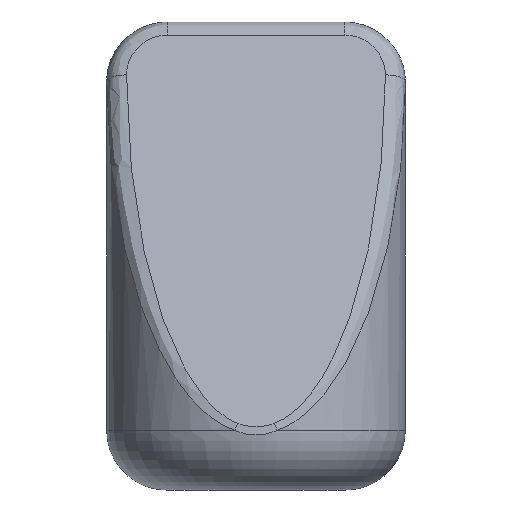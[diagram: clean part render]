
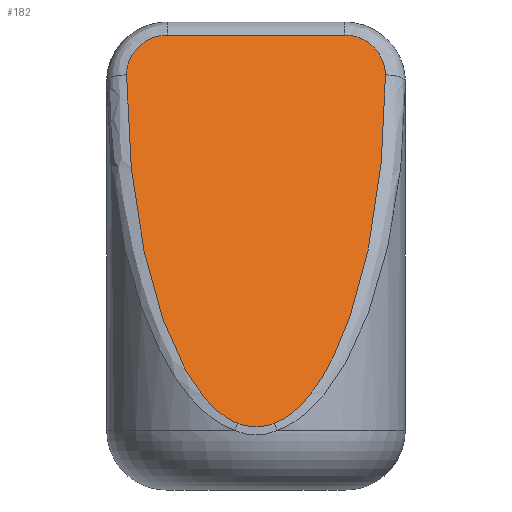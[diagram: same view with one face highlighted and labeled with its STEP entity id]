
A CAD part, front view. The second image highlights one B-rep face of the part: STEP entity #182.
In plain terms, the highlighted planar face has unit normal (0, -0.939, 0.344).
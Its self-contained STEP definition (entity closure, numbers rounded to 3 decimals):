
#12 = VERTEX_POINT ( 'NONE', #631 ) ;
#14 = VERTEX_POINT ( 'NONE', #204 ) ;
#17 = ORIENTED_EDGE ( 'NONE', *, *, #240, .T. ) ;
#23 = CARTESIAN_POINT ( 'NONE',  ( 5.815, -0.426, 22.336 ) ) ;
#33 = CARTESIAN_POINT ( 'NONE',  ( -6.487, -0.878, 21.101 ) ) ;
#62 = EDGE_CURVE ( 'NONE', #14, #184, #641, .T. ) ;
#77 = CARTESIAN_POINT ( 'NONE',  ( -5.49, -0.341, 22.568 ) ) ;
#80 = CARTESIAN_POINT ( 'NONE',  ( -6.236, -0.611, 21.83 ) ) ;
#83 = CARTESIAN_POINT ( 'NONE',  ( 6.398, -0.739, 21.479 ) ) ;
#90 = CARTESIAN_POINT ( 'NONE',  ( 4.584, -0.24, 22.844 ) ) ;
#101 = CARTESIAN_POINT ( 'NONE',  ( 0.617, -7.409, 3.248 ) ) ;
#105 = CARTESIAN_POINT ( 'NONE',  ( 10., -0.24, 22.844 ) ) ;
#122 = ORIENTED_EDGE ( 'NONE', *, *, #344, .T. ) ;
#131 = CARTESIAN_POINT ( 'NONE',  ( -5.713, -0.395, 22.419 ) ) ;
#136 = CARTESIAN_POINT ( 'NONE',  ( 6.5, -0.972, 20.844 ) ) ;
#137 = CARTESIAN_POINT ( 'NONE',  ( -0.916, -7.374, 3.344 ) ) ;
#139 = CARTESIAN_POINT ( 'NONE',  ( 5.71, -0.395, 22.421 ) ) ;
#142 = CARTESIAN_POINT ( 'NONE',  ( -6.399, -0.74, 21.477 ) ) ;
#143 = CARTESIAN_POINT ( 'NONE',  ( 5.487, -0.34, 22.57 ) ) ;
#145 = CARTESIAN_POINT ( 'NONE',  ( -6.483, -4.351, 11.606 ) ) ;
#160 = CARTESIAN_POINT ( 'NONE',  ( 0.156, -7.433, 3.184 ) ) ;
#166 = VECTOR ( 'NONE', #271, 1000. ) ;
#182 = ADVANCED_FACE ( 'NONE', ( #328 ), #604, .T. ) ;
#184 = VERTEX_POINT ( 'NONE', #209 ) ;
#192 = CARTESIAN_POINT ( 'NONE',  ( -6.09, -0.532, 22.046 ) ) ;
#198 = CARTESIAN_POINT ( 'NONE',  ( 0.916, -7.374, 3.344 ) ) ;
#204 = CARTESIAN_POINT ( 'NONE',  ( -6.5, -0.972, 20.844 ) ) ;
#209 = CARTESIAN_POINT ( 'NONE',  ( -0.916, -7.374, 3.344 ) ) ;
#211 = EDGE_CURVE ( 'NONE', #184, #12, #620, .T. ) ;
#216 = CARTESIAN_POINT ( 'NONE',  ( 0.311, -7.428, 3.196 ) ) ;
#239 = CARTESIAN_POINT ( 'NONE',  ( 6.097, -0.528, 22.058 ) ) ;
#240 = EDGE_CURVE ( 'NONE', #395, #556, #647, .T. ) ;
#252 = CARTESIAN_POINT ( 'NONE',  ( -6.5, -0.924, 20.973 ) ) ;
#271 = DIRECTION ( 'NONE',  ( -1., 0., 0. ) ) ;
#292 = CARTESIAN_POINT ( 'NONE',  ( 6.487, -0.878, 21.101 ) ) ;
#299 = CARTESIAN_POINT ( 'NONE',  ( 5.118, -0.279, 22.736 ) ) ;
#301 = CARTESIAN_POINT ( 'NONE',  ( 4.262, -6.898, 4.645 ) ) ;
#305 = CARTESIAN_POINT ( 'NONE',  ( -5.369, -0.318, 22.632 ) ) ;
#321 = CARTESIAN_POINT ( 'NONE',  ( 10., 0., 23.5 ) ) ;
#326 = CARTESIAN_POINT ( 'NONE',  ( 0.916, -7.374, 3.344 ) ) ;
#328 = FACE_OUTER_BOUND ( 'NONE', #402, .T. ) ;
#340 = B_SPLINE_CURVE_WITH_KNOTS ( 'NONE', 3,
 ( #686, #626, #568, #305, #77, #131, #350, #565, #192, #80, #516, #142, #577, #33, #252, #510 ),
 .UNSPECIFIED., .F., .F.,
 ( 4, 2, 2, 2, 2, 2, 2, 4 ),
 ( 0., 0.001, 0.001, 0.002, 0.002, 0.002, 0.003, 0.003 ),
 .UNSPECIFIED. ) ;
#343 = B_SPLINE_CURVE_WITH_KNOTS ( 'NONE', 3,
 ( #136, #569, #292, #683, #83, #637, #239, #23, #139, #143, #517, #299, #360, #456, #90, #578 ),
 .UNSPECIFIED., .F., .F.,
 ( 4, 2, 2, 2, 2, 2, 2, 4 ),
 ( 0., 0., 0.001, 0.002, 0.002, 0.002, 0.003, 0.003 ),
 .UNSPECIFIED. ) ;
#344 = EDGE_CURVE ( 'NONE', #670, #395, #343, .T. ) ;
#348 = ORIENTED_EDGE ( 'NONE', *, *, #648, .T. ) ;
#350 = CARTESIAN_POINT ( 'NONE',  ( -5.816, -0.426, 22.335 ) ) ;
#360 = CARTESIAN_POINT ( 'NONE',  ( 4.985, -0.265, 22.776 ) ) ;
#364 =( BOUNDED_CURVE ( )  B_SPLINE_CURVE ( 3, ( #198, #301, #408, #629 ),
 .UNSPECIFIED., .F., .T. ) 
 B_SPLINE_CURVE_WITH_KNOTS ( ( 4, 4 ),
 ( 0.141, 1.566 ),
 .UNSPECIFIED. ) 
 CURVE ( )  GEOMETRIC_REPRESENTATION_ITEM ( )  RATIONAL_B_SPLINE_CURVE ( ( 1., 0.838, 0.838, 1. ) ) 
 REPRESENTATION_ITEM ( '' )  );
#373 = CARTESIAN_POINT ( 'NONE',  ( -0.314, -7.428, 3.197 ) ) ;
#381 = CARTESIAN_POINT ( 'NONE',  ( -0.916, -7.374, 3.344 ) ) ;
#395 = VERTEX_POINT ( 'NONE', #711 ) ;
#402 = EDGE_LOOP ( 'NONE', ( #575, #454, #348, #122, #17, #590 ) ) ;
#408 = CARTESIAN_POINT ( 'NONE',  ( 6.483, -4.351, 11.606 ) ) ;
#416 = CARTESIAN_POINT ( 'NONE',  ( 6.5, -0.972, 20.844 ) ) ;
#418 = CARTESIAN_POINT ( 'NONE',  ( -6.5, -0.972, 20.844 ) ) ;
#454 = ORIENTED_EDGE ( 'NONE', *, *, #211, .T. ) ;
#456 = CARTESIAN_POINT ( 'NONE',  ( 4.719, -0.245, 22.83 ) ) ;
#482 = DIRECTION ( 'NONE',  ( 0., -0.344, -0.939 ) ) ;
#507 = CARTESIAN_POINT ( 'NONE',  ( -4.445, -0.24, 22.844 ) ) ;
#510 = CARTESIAN_POINT ( 'NONE',  ( -6.5, -0.972, 20.844 ) ) ;
#513 = CARTESIAN_POINT ( 'NONE',  ( -4.262, -6.898, 4.645 ) ) ;
#516 = CARTESIAN_POINT ( 'NONE',  ( -6.298, -0.652, 21.717 ) ) ;
#517 = CARTESIAN_POINT ( 'NONE',  ( 5.368, -0.317, 22.633 ) ) ;
#531 = DIRECTION ( 'NONE',  ( 0., -0.939, 0.344 ) ) ;
#556 = VERTEX_POINT ( 'NONE', #507 ) ;
#565 = CARTESIAN_POINT ( 'NONE',  ( -6.004, -0.494, 22.15 ) ) ;
#568 = CARTESIAN_POINT ( 'NONE',  ( -4.995, -0.261, 22.787 ) ) ;
#569 = CARTESIAN_POINT ( 'NONE',  ( 6.5, -0.924, 20.973 ) ) ;
#575 = ORIENTED_EDGE ( 'NONE', *, *, #62, .T. ) ;
#577 = CARTESIAN_POINT ( 'NONE',  ( -6.437, -0.786, 21.352 ) ) ;
#578 = CARTESIAN_POINT ( 'NONE',  ( 4.445, -0.24, 22.844 ) ) ;
#590 = ORIENTED_EDGE ( 'NONE', *, *, #614, .T. ) ;
#593 = CARTESIAN_POINT ( 'NONE',  ( -0.157, -7.433, 3.184 ) ) ;
#604 = PLANE ( 'NONE',  #623 ) ;
#614 = EDGE_CURVE ( 'NONE', #556, #14, #340, .T. ) ;
#620 = B_SPLINE_CURVE_WITH_KNOTS ( 'NONE', 3,
 ( #381, #653, #704, #373, #593, #160, #216, #101, #664, #326 ),
 .UNSPECIFIED., .F., .F.,
 ( 4, 2, 2, 2, 4 ),
 ( 0., 0., 0.001, 0.001, 0.002 ),
 .UNSPECIFIED. ) ;
#623 = AXIS2_PLACEMENT_3D ( 'NONE', #321, #531, #482 ) ;
#626 = CARTESIAN_POINT ( 'NONE',  ( -4.722, -0.24, 22.844 ) ) ;
#629 = CARTESIAN_POINT ( 'NONE',  ( 6.5, -0.972, 20.844 ) ) ;
#631 = CARTESIAN_POINT ( 'NONE',  ( 0.916, -7.374, 3.344 ) ) ;
#637 = CARTESIAN_POINT ( 'NONE',  ( 6.247, -0.609, 21.836 ) ) ;
#641 =( BOUNDED_CURVE ( )  B_SPLINE_CURVE ( 3, ( #418, #145, #513, #137 ),
 .UNSPECIFIED., .F., .F. ) 
 B_SPLINE_CURVE_WITH_KNOTS ( ( 4, 4 ),
 ( 4.717, 6.142 ),
 .UNSPECIFIED. ) 
 CURVE ( )  GEOMETRIC_REPRESENTATION_ITEM ( )  RATIONAL_B_SPLINE_CURVE ( ( 1., 0.838, 0.838, 1. ) ) 
 REPRESENTATION_ITEM ( '' )  );
#647 = LINE ( 'NONE', #105, #166 ) ;
#648 = EDGE_CURVE ( 'NONE', #12, #670, #364, .T. ) ;
#653 = CARTESIAN_POINT ( 'NONE',  ( -0.77, -7.395, 3.287 ) ) ;
#664 = CARTESIAN_POINT ( 'NONE',  ( 0.77, -7.395, 3.287 ) ) ;
#670 = VERTEX_POINT ( 'NONE', #416 ) ;
#683 = CARTESIAN_POINT ( 'NONE',  ( 6.436, -0.785, 21.354 ) ) ;
#686 = CARTESIAN_POINT ( 'NONE',  ( -4.445, -0.24, 22.844 ) ) ;
#704 = CARTESIAN_POINT ( 'NONE',  ( -0.62, -7.409, 3.248 ) ) ;
#711 = CARTESIAN_POINT ( 'NONE',  ( 4.445, -0.24, 22.844 ) ) ;
